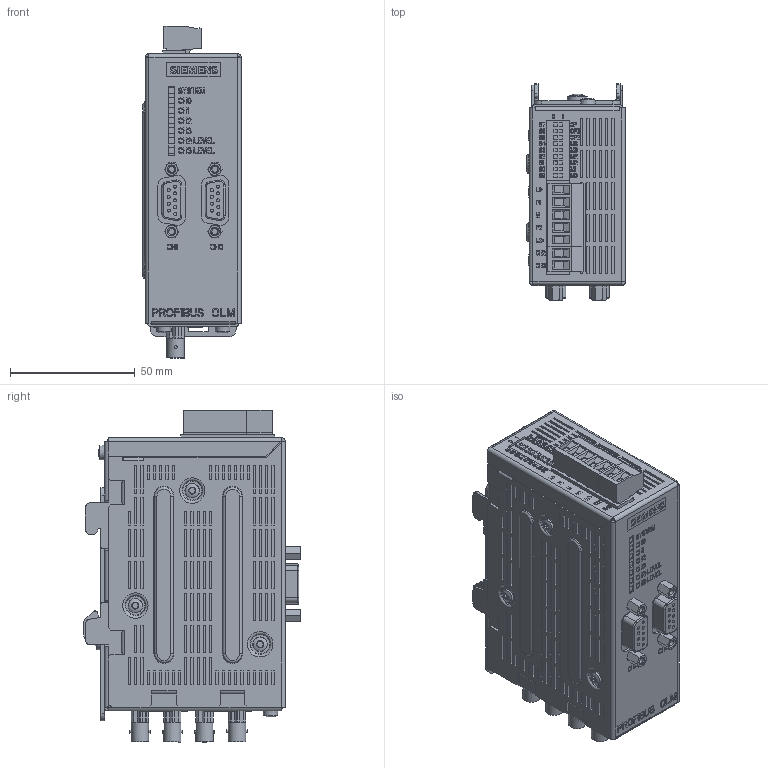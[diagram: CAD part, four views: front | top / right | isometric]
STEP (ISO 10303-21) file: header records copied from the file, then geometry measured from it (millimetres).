
FILE_DESCRIPTION(/* description */ (''),/* implementation_level */ '2;1');
FILE_NAME(/* name */ '6GK1503-4CB00_3d.stp',/* time_stamp */ '2022-07-22T10:16:35+02:00',/* author */ (''),/* organization */ (''),/* preprocessor_version */ 'ST-DEVELOPER v18.102',/* originating_system */ 'SIEMENS PLM Software NX 2027',/* authorisation */ '');
FILE_SCHEMA (('AUTOMOTIVE_DESIGN { 1 0 10303 214 3 1 1 1 }'));
Products named in the file (8): Labeling_Bottom; Labeling_Top; Labeling_Front; Terminal_Block_5; Adapter; Terminal_Block_2; Body; 073_6GK1503-4CB00_SIMPL
Assembly tree (7 placements, depth 2):
  073_6GK1503-4CB00_SIMPL
    Body
    Terminal_Block_2
    Adapter
    Terminal_Block_5
    Labeling_Front
    Labeling_Top
    Labeling_Bottom
Bounding box: 39.5 x 86.9 x 133.07 mm (x, y, z)
Volume: 315086.1 mm3; surface area: 50585.5 mm2
Topology: 4 solids, 156 shells, 2283 faces, 8948 edges, 7102 vertices
Faces by surface type: plane 1924, cylinder 284, cone 28, bspline 21, torus 18, sphere 8
Full cylindrical faces by diameter (mm): 1.2 x26, 1.4 x7, 1.614 x2, 2.4 x4, 2.8 x14, 3.2 x2, 3.3 x2, 4 x7, 5.6 x3, 6 x1, 7 x4, 8 x2, 9.5 x4
Entity records: 111049 total; most frequent: CARTESIAN_POINT 20156, DIRECTION 13973, ORIENTED_EDGE 13944, EDGE_CURVE 8765, LINE 7821, VECTOR 7821, VERTEX_POINT 7035, AXIS2_PLACEMENT_3D 3076
